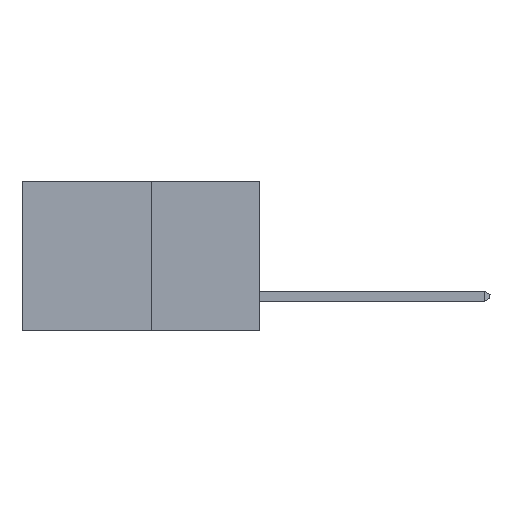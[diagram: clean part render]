
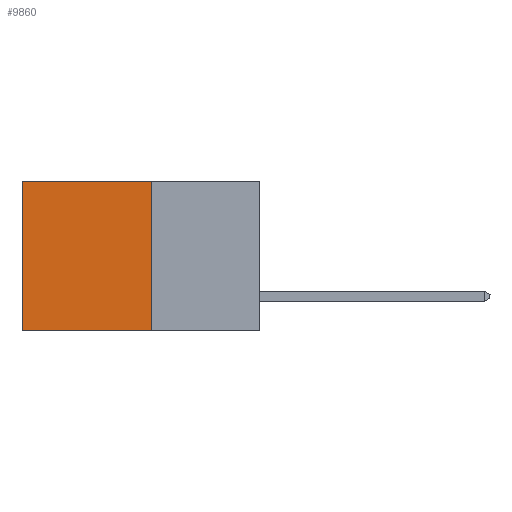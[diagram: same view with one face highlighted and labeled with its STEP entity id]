
A CAD part, left-side view. The second image highlights one B-rep face of the part: STEP entity #9860.
In plain terms, the highlighted planar face has unit normal (-1, 0, 0).
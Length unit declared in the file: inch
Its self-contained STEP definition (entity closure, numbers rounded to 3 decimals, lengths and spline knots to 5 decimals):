
#26 = CARTESIAN_POINT ( 'NONE',  ( 0.277, 0.27, -0.37 ) ) ;
#56 = DIRECTION ( 'NONE',  ( 1., 0., 0. ) ) ;
#1468 = CARTESIAN_POINT ( 'NONE',  ( 0.277, 0.59, 0. ) ) ;
#1667 = DIRECTION ( 'NONE',  ( 0., 1., 0. ) ) ;
#3164 = LINE ( 'NONE', #5704, #6478 ) ;
#4163 = LINE ( 'NONE', #8364, #9517 ) ;
#4712 = CARTESIAN_POINT ( 'NONE',  ( 0.277, 0.27, 0. ) ) ;
#5095 = PLANE ( 'NONE',  #12944 ) ;
#5403 = LINE ( 'NONE', #11176, #14415 ) ;
#5704 = CARTESIAN_POINT ( 'NONE',  ( 0.277, 0.27, 0. ) ) ;
#5864 = VERTEX_POINT ( 'NONE', #4712 ) ;
#6478 = VECTOR ( 'NONE', #6953, 39.37008 ) ;
#6705 = CARTESIAN_POINT ( 'NONE',  ( 0.277, 0.59, -0.37 ) ) ;
#6824 = ORIENTED_EDGE ( 'NONE', *, *, #10157, .T. ) ;
#6953 = DIRECTION ( 'NONE',  ( 0., 1., 0. ) ) ;
#8205 = FACE_OUTER_BOUND ( 'NONE', #13985, .T. ) ;
#8318 = DIRECTION ( 'NONE',  ( 0., 0., -1. ) ) ;
#8364 = CARTESIAN_POINT ( 'NONE',  ( 0.277, 0.59, -0.37 ) ) ;
#8485 = EDGE_CURVE ( 'NONE', #14617, #14817, #4163, .T. ) ;
#8748 = CARTESIAN_POINT ( 'NONE',  ( 0.277, 0.27, -0.37 ) ) ;
#8794 = DIRECTION ( 'NONE',  ( 0., 0., -1. ) ) ;
#8824 = ORIENTED_EDGE ( 'NONE', *, *, #10020, .F. ) ;
#9119 = LINE ( 'NONE', #10289, #14502 ) ;
#9517 = VECTOR ( 'NONE', #8318, 39.37008 ) ;
#9860 = ADVANCED_FACE ( 'NONE', ( #8205 ), #5095, .F. ) ;
#10020 = EDGE_CURVE ( 'NONE', #10873, #14817, #9119, .T. ) ;
#10157 = EDGE_CURVE ( 'NONE', #5864, #14617, #3164, .T. ) ;
#10289 = CARTESIAN_POINT ( 'NONE',  ( 0.277, 0.27, -0.37 ) ) ;
#10873 = VERTEX_POINT ( 'NONE', #26 ) ;
#11176 = CARTESIAN_POINT ( 'NONE',  ( 0.277, 0.27, -0.37 ) ) ;
#12315 = DIRECTION ( 'NONE',  ( 0., 0., -1. ) ) ;
#12944 = AXIS2_PLACEMENT_3D ( 'NONE', #8748, #56, #8794 ) ;
#13150 = EDGE_CURVE ( 'NONE', #5864, #10873, #5403, .T. ) ;
#13840 = ORIENTED_EDGE ( 'NONE', *, *, #13150, .F. ) ;
#13985 = EDGE_LOOP ( 'NONE', ( #14607, #8824, #13840, #6824 ) ) ;
#14415 = VECTOR ( 'NONE', #12315, 39.37008 ) ;
#14502 = VECTOR ( 'NONE', #1667, 39.37008 ) ;
#14607 = ORIENTED_EDGE ( 'NONE', *, *, #8485, .T. ) ;
#14617 = VERTEX_POINT ( 'NONE', #1468 ) ;
#14817 = VERTEX_POINT ( 'NONE', #6705 ) ;
